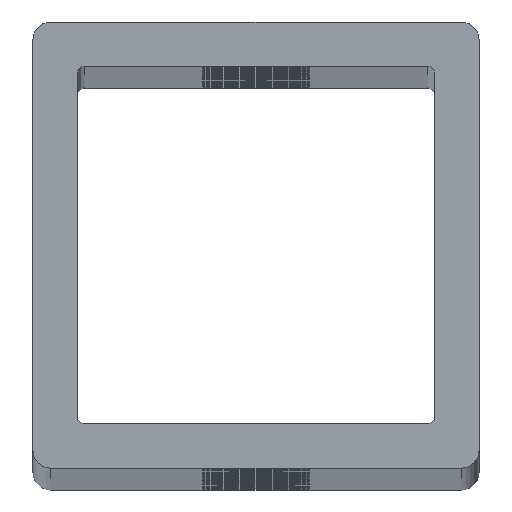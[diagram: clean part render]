
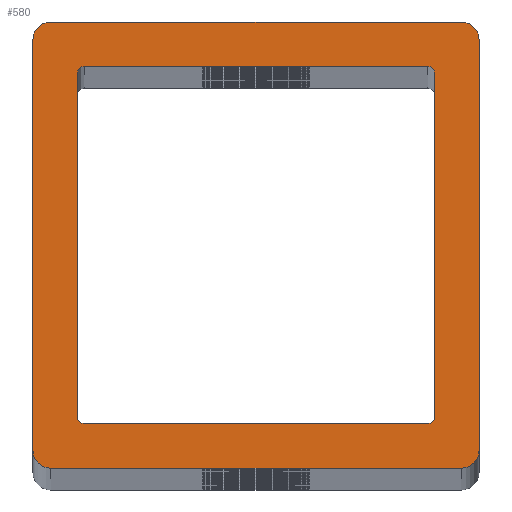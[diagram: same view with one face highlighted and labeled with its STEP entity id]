
A CAD part, top view. The second image highlights one B-rep face of the part: STEP entity #580.
In plain terms, the highlighted planar face has unit normal (0, 0, 1).
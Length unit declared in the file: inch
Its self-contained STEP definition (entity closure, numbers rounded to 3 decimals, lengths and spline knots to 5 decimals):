
#19 = DIRECTION ( 'NONE',  ( 0., -1., 0. ) ) ;
#91 = EDGE_CURVE ( 'NONE', #5972, #4644, #7330, .T. ) ;
#219 = CARTESIAN_POINT ( 'NONE',  ( 0.28996, 0.31496, 17.6378 ) ) ;
#268 = CARTESIAN_POINT ( 'NONE',  ( 0.31496, -0.28996, 17.6378 ) ) ;
#463 = ORIENTED_EDGE ( 'NONE', *, *, #9930, .T. ) ;
#471 = FACE_BOUND ( 'NONE', #10061, .T. ) ;
#564 = EDGE_CURVE ( 'NONE', #3716, #1087, #741, .T. ) ;
#580 = ADVANCED_FACE ( 'NONE', ( #2846, #471 ), #2481, .T. ) ;
#597 = EDGE_CURVE ( 'NONE', #9023, #1036, #7321, .T. ) ;
#717 = CARTESIAN_POINT ( 'NONE',  ( 0.25246, 0.25246, 17.6378 ) ) ;
#741 = CIRCLE ( 'NONE', #1227, 0.025 ) ;
#800 = DIRECTION ( 'NONE',  ( 1., 0., 0. ) ) ;
#992 = DIRECTION ( 'NONE',  ( 0., 1., 0. ) ) ;
#1036 = VERTEX_POINT ( 'NONE', #4230 ) ;
#1087 = VERTEX_POINT ( 'NONE', #2707 ) ;
#1116 = CARTESIAN_POINT ( 'NONE',  ( 0.28996, -0.31496, 17.6378 ) ) ;
#1227 = AXIS2_PLACEMENT_3D ( 'NONE', #7784, #6871, #1654 ) ;
#1392 = CARTESIAN_POINT ( 'NONE',  ( 0., 0., 17.6378 ) ) ;
#1431 = ORIENTED_EDGE ( 'NONE', *, *, #3309, .T. ) ;
#1616 = EDGE_CURVE ( 'NONE', #2817, #1036, #11196, .T. ) ;
#1654 = DIRECTION ( 'NONE',  ( 1., 0., 0. ) ) ;
#1729 = DIRECTION ( 'NONE',  ( 0., 0., -1. ) ) ;
#1996 = ORIENTED_EDGE ( 'NONE', *, *, #10730, .T. ) ;
#2078 = LINE ( 'NONE', #10711, #4466 ) ;
#2094 = DIRECTION ( 'NONE',  ( 1., 0., 0. ) ) ;
#2095 = VERTEX_POINT ( 'NONE', #1116 ) ;
#2139 = ORIENTED_EDGE ( 'NONE', *, *, #5563, .T. ) ;
#2198 = CIRCLE ( 'NONE', #8231, 0.025 ) ;
#2206 = LINE ( 'NONE', #8377, #2489 ) ;
#2481 = PLANE ( 'NONE',  #6028 ) ;
#2489 = VECTOR ( 'NONE', #3013, 39.37008 ) ;
#2491 = CARTESIAN_POINT ( 'NONE',  ( -0.28996, 0.28996, 17.6378 ) ) ;
#2506 = DIRECTION ( 'NONE',  ( 0., -1., 0. ) ) ;
#2520 = DIRECTION ( 'NONE',  ( 0., 0., -1. ) ) ;
#2707 = CARTESIAN_POINT ( 'NONE',  ( -0.28996, -0.31496, 17.6378 ) ) ;
#2721 = LINE ( 'NONE', #4884, #9857 ) ;
#2817 = VERTEX_POINT ( 'NONE', #8058 ) ;
#2846 = FACE_OUTER_BOUND ( 'NONE', #6494, .T. ) ;
#2946 = CARTESIAN_POINT ( 'NONE',  ( 0.24246, 0.25246, 17.6378 ) ) ;
#3013 = DIRECTION ( 'NONE',  ( -1., 0., 0. ) ) ;
#3106 = CARTESIAN_POINT ( 'NONE',  ( -0.24246, 0.24246, 17.6378 ) ) ;
#3309 = EDGE_CURVE ( 'NONE', #8141, #9318, #8374, .T. ) ;
#3333 = EDGE_CURVE ( 'NONE', #3963, #10266, #3617, .T. ) ;
#3375 = DIRECTION ( 'NONE',  ( 1., 0., 0. ) ) ;
#3384 = ORIENTED_EDGE ( 'NONE', *, *, #3333, .T. ) ;
#3389 = VERTEX_POINT ( 'NONE', #7125 ) ;
#3406 = CARTESIAN_POINT ( 'NONE',  ( 0.31496, -0.31496, 17.6378 ) ) ;
#3508 = DIRECTION ( 'NONE',  ( 0., 0., 1. ) ) ;
#3617 = CIRCLE ( 'NONE', #4184, 0.01 ) ;
#3716 = VERTEX_POINT ( 'NONE', #4405 ) ;
#3726 = LINE ( 'NONE', #3841, #11129 ) ;
#3841 = CARTESIAN_POINT ( 'NONE',  ( 0.31496, -0.31496, 17.6378 ) ) ;
#3875 = VERTEX_POINT ( 'NONE', #4643 ) ;
#3890 = DIRECTION ( 'NONE',  ( 0., 0., 1. ) ) ;
#3935 = VERTEX_POINT ( 'NONE', #219 ) ;
#3963 = VERTEX_POINT ( 'NONE', #8293 ) ;
#3988 = EDGE_CURVE ( 'NONE', #3935, #3389, #2206, .T. ) ;
#4028 = DIRECTION ( 'NONE',  ( 1., 0., 0. ) ) ;
#4184 = AXIS2_PLACEMENT_3D ( 'NONE', #11500, #6155, #800 ) ;
#4230 = CARTESIAN_POINT ( 'NONE',  ( -0.24246, 0.25246, 17.6378 ) ) ;
#4329 = DIRECTION ( 'NONE',  ( -1., 0., 0. ) ) ;
#4405 = CARTESIAN_POINT ( 'NONE',  ( -0.31496, -0.28996, 17.6378 ) ) ;
#4466 = VECTOR ( 'NONE', #19, 39.37008 ) ;
#4643 = CARTESIAN_POINT ( 'NONE',  ( -0.31496, 0.28996, 17.6378 ) ) ;
#4644 = VERTEX_POINT ( 'NONE', #8839 ) ;
#4662 = ORIENTED_EDGE ( 'NONE', *, *, #6463, .T. ) ;
#4745 = DIRECTION ( 'NONE',  ( 1., 0., 0. ) ) ;
#4884 = CARTESIAN_POINT ( 'NONE',  ( 0.25246, -0.25246, 17.6378 ) ) ;
#4957 = VECTOR ( 'NONE', #992, 39.37008 ) ;
#5062 = EDGE_CURVE ( 'NONE', #2095, #8141, #8382, .T. ) ;
#5087 = ORIENTED_EDGE ( 'NONE', *, *, #8013, .T. ) ;
#5198 = CARTESIAN_POINT ( 'NONE',  ( -0.25246, -0.24246, 17.6378 ) ) ;
#5511 = ORIENTED_EDGE ( 'NONE', *, *, #5062, .T. ) ;
#5563 = EDGE_CURVE ( 'NONE', #9023, #4644, #6841, .T. ) ;
#5972 = VERTEX_POINT ( 'NONE', #8716 ) ;
#6028 = AXIS2_PLACEMENT_3D ( 'NONE', #1392, #7454, #2094 ) ;
#6040 = CARTESIAN_POINT ( 'NONE',  ( 0.31496, 0.28996, 17.6378 ) ) ;
#6155 = DIRECTION ( 'NONE',  ( 0., 0., -1. ) ) ;
#6463 = EDGE_CURVE ( 'NONE', #3875, #3716, #9059, .T. ) ;
#6494 = EDGE_LOOP ( 'NONE', ( #1431, #8558, #8846, #1996, #4662, #9414, #463, #5511 ) ) ;
#6614 = ORIENTED_EDGE ( 'NONE', *, *, #597, .F. ) ;
#6667 = VECTOR ( 'NONE', #2506, 39.37008 ) ;
#6841 = CIRCLE ( 'NONE', #11289, 0.01 ) ;
#6871 = DIRECTION ( 'NONE',  ( 0., 0., 1. ) ) ;
#7082 = CARTESIAN_POINT ( 'NONE',  ( 0.25246, -0.25246, 17.6378 ) ) ;
#7084 = CARTESIAN_POINT ( 'NONE',  ( 0.24246, -0.24246, 17.6378 ) ) ;
#7125 = CARTESIAN_POINT ( 'NONE',  ( -0.28996, 0.31496, 17.6378 ) ) ;
#7321 = LINE ( 'NONE', #717, #9422 ) ;
#7330 = LINE ( 'NONE', #7082, #4957 ) ;
#7454 = DIRECTION ( 'NONE',  ( 0., 0., 1. ) ) ;
#7784 = CARTESIAN_POINT ( 'NONE',  ( -0.28996, -0.28996, 17.6378 ) ) ;
#7852 = CARTESIAN_POINT ( 'NONE',  ( 0.24246, 0.24246, 17.6378 ) ) ;
#7976 = AXIS2_PLACEMENT_3D ( 'NONE', #9252, #3890, #10138 ) ;
#7980 = DIRECTION ( 'NONE',  ( 1., 0., 0. ) ) ;
#8013 = EDGE_CURVE ( 'NONE', #5972, #11391, #8631, .T. ) ;
#8058 = CARTESIAN_POINT ( 'NONE',  ( -0.25246, 0.24246, 17.6378 ) ) ;
#8141 = VERTEX_POINT ( 'NONE', #268 ) ;
#8231 = AXIS2_PLACEMENT_3D ( 'NONE', #8875, #3508, #9773 ) ;
#8246 = EDGE_CURVE ( 'NONE', #9318, #3935, #2198, .T. ) ;
#8285 = EDGE_CURVE ( 'NONE', #2817, #10266, #2078, .T. ) ;
#8293 = CARTESIAN_POINT ( 'NONE',  ( -0.24246, -0.25246, 17.6378 ) ) ;
#8374 = LINE ( 'NONE', #3406, #8655 ) ;
#8377 = CARTESIAN_POINT ( 'NONE',  ( 0.31496, 0.31496, 17.6378 ) ) ;
#8382 = CIRCLE ( 'NONE', #7976, 0.025 ) ;
#8558 = ORIENTED_EDGE ( 'NONE', *, *, #8246, .T. ) ;
#8631 = CIRCLE ( 'NONE', #9069, 0.01 ) ;
#8655 = VECTOR ( 'NONE', #9674, 39.37008 ) ;
#8699 = AXIS2_PLACEMENT_3D ( 'NONE', #2491, #8739, #3375 ) ;
#8716 = CARTESIAN_POINT ( 'NONE',  ( 0.25246, -0.24246, 17.6378 ) ) ;
#8739 = DIRECTION ( 'NONE',  ( 0., 0., 1. ) ) ;
#8759 = DIRECTION ( 'NONE',  ( 1., 0., 0. ) ) ;
#8839 = CARTESIAN_POINT ( 'NONE',  ( 0.25246, 0.24246, 17.6378 ) ) ;
#8846 = ORIENTED_EDGE ( 'NONE', *, *, #3988, .T. ) ;
#8875 = CARTESIAN_POINT ( 'NONE',  ( 0.28996, 0.28996, 17.6378 ) ) ;
#9022 = CIRCLE ( 'NONE', #8699, 0.025 ) ;
#9023 = VERTEX_POINT ( 'NONE', #2946 ) ;
#9059 = LINE ( 'NONE', #11446, #6667 ) ;
#9069 = AXIS2_PLACEMENT_3D ( 'NONE', #7084, #1729, #7980 ) ;
#9252 = CARTESIAN_POINT ( 'NONE',  ( 0.28996, -0.28996, 17.6378 ) ) ;
#9286 = ORIENTED_EDGE ( 'NONE', *, *, #91, .F. ) ;
#9318 = VERTEX_POINT ( 'NONE', #6040 ) ;
#9385 = DIRECTION ( 'NONE',  ( 0., 0., -1. ) ) ;
#9414 = ORIENTED_EDGE ( 'NONE', *, *, #564, .T. ) ;
#9422 = VECTOR ( 'NONE', #4329, 39.37008 ) ;
#9674 = DIRECTION ( 'NONE',  ( 0., 1., 0. ) ) ;
#9765 = CARTESIAN_POINT ( 'NONE',  ( 0.24246, -0.25246, 17.6378 ) ) ;
#9773 = DIRECTION ( 'NONE',  ( 1., 0., 0. ) ) ;
#9857 = VECTOR ( 'NONE', #11123, 39.37008 ) ;
#9930 = EDGE_CURVE ( 'NONE', #1087, #2095, #3726, .T. ) ;
#10061 = EDGE_LOOP ( 'NONE', ( #10251, #3384, #10533, #11091, #6614, #2139, #9286, #5087 ) ) ;
#10138 = DIRECTION ( 'NONE',  ( 1., 0., 0. ) ) ;
#10251 = ORIENTED_EDGE ( 'NONE', *, *, #10606, .F. ) ;
#10266 = VERTEX_POINT ( 'NONE', #5198 ) ;
#10533 = ORIENTED_EDGE ( 'NONE', *, *, #8285, .F. ) ;
#10606 = EDGE_CURVE ( 'NONE', #3963, #11391, #2721, .T. ) ;
#10711 = CARTESIAN_POINT ( 'NONE',  ( -0.25246, -0.25246, 17.6378 ) ) ;
#10730 = EDGE_CURVE ( 'NONE', #3389, #3875, #9022, .T. ) ;
#11091 = ORIENTED_EDGE ( 'NONE', *, *, #1616, .T. ) ;
#11118 = AXIS2_PLACEMENT_3D ( 'NONE', #3106, #9385, #4028 ) ;
#11123 = DIRECTION ( 'NONE',  ( 1., 0., 0. ) ) ;
#11129 = VECTOR ( 'NONE', #4745, 39.37008 ) ;
#11196 = CIRCLE ( 'NONE', #11118, 0.01 ) ;
#11289 = AXIS2_PLACEMENT_3D ( 'NONE', #7852, #2520, #8759 ) ;
#11391 = VERTEX_POINT ( 'NONE', #9765 ) ;
#11446 = CARTESIAN_POINT ( 'NONE',  ( -0.31496, -0.31496, 17.6378 ) ) ;
#11500 = CARTESIAN_POINT ( 'NONE',  ( -0.24246, -0.24246, 17.6378 ) ) ;
